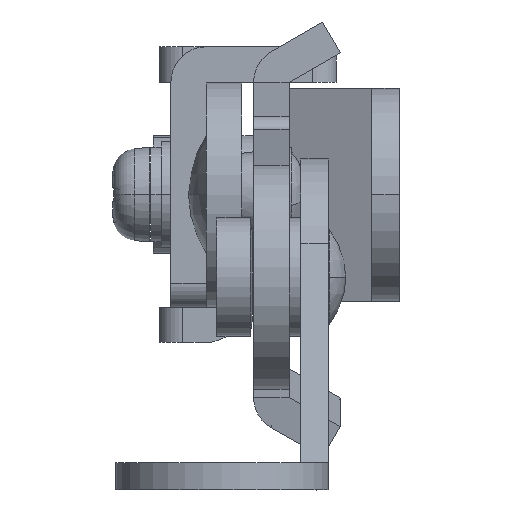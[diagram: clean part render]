
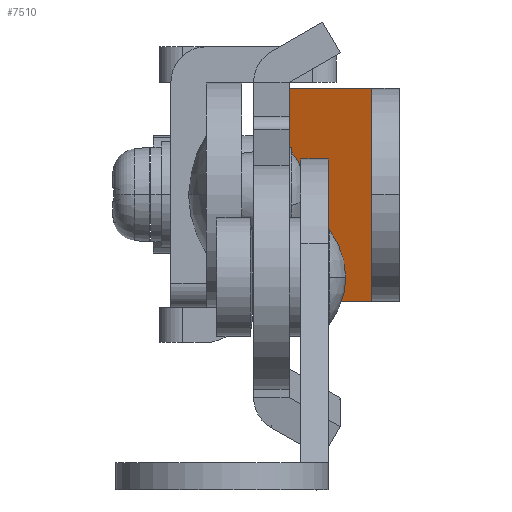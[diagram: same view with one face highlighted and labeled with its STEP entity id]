
A CAD part, left-side view. The second image highlights one B-rep face of the part: STEP entity #7510.
In plain terms, the highlighted planar face has unit normal (-0.928, 0.371, 0).
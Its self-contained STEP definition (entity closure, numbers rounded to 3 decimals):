
#98 = ORIENTED_EDGE ( 'NONE', *, *, #5481, .T. ) ;
#201 = EDGE_CURVE ( 'NONE', #1666, #3951, #7984, .T. ) ;
#289 = DIRECTION ( 'NONE',  ( -0.371, -0.928, 0. ) ) ;
#341 = LINE ( 'NONE', #8095, #448 ) ;
#397 = PLANE ( 'NONE',  #4121 ) ;
#448 = VECTOR ( 'NONE', #3037, 1000. ) ;
#541 = ORIENTED_EDGE ( 'NONE', *, *, #1082, .T. ) ;
#824 = DIRECTION ( 'NONE',  ( -0.371, -0.928, 0. ) ) ;
#1082 = EDGE_CURVE ( 'NONE', #5861, #3951, #341, .T. ) ;
#1108 = EDGE_CURVE ( 'NONE', #4165, #1666, #2840, .T. ) ;
#1120 = CARTESIAN_POINT ( 'NONE',  ( -10.578, -1.446, -9. ) ) ;
#1310 = CARTESIAN_POINT ( 'NONE',  ( -10.578, -1.446, -9. ) ) ;
#1546 = CARTESIAN_POINT ( 'NONE',  ( -10.578, -1.446, 9. ) ) ;
#1666 = VERTEX_POINT ( 'NONE', #1546 ) ;
#1954 = VECTOR ( 'NONE', #289, 1000. ) ;
#2262 = FACE_OUTER_BOUND ( 'NONE', #2432, .T. ) ;
#2432 = EDGE_LOOP ( 'NONE', ( #541, #5595, #7246, #98 ) ) ;
#2621 = CARTESIAN_POINT ( 'NONE',  ( -10.578, -1.446, 9. ) ) ;
#2681 = CARTESIAN_POINT ( 'NONE',  ( -14., -10., 9. ) ) ;
#2840 = LINE ( 'NONE', #6380, #7963 ) ;
#3037 = DIRECTION ( 'NONE',  ( 0., 0., 1. ) ) ;
#3625 = LINE ( 'NONE', #1120, #1954 ) ;
#3951 = VERTEX_POINT ( 'NONE', #2681 ) ;
#4121 = AXIS2_PLACEMENT_3D ( 'NONE', #7723, #6897, #6039 ) ;
#4145 = VECTOR ( 'NONE', #824, 1000. ) ;
#4165 = VERTEX_POINT ( 'NONE', #1310 ) ;
#5481 = EDGE_CURVE ( 'NONE', #4165, #5861, #3625, .T. ) ;
#5595 = ORIENTED_EDGE ( 'NONE', *, *, #201, .F. ) ;
#5861 = VERTEX_POINT ( 'NONE', #7986 ) ;
#6039 = DIRECTION ( 'NONE',  ( -0.371, -0.928, 0. ) ) ;
#6380 = CARTESIAN_POINT ( 'NONE',  ( -10.578, -1.446, -9. ) ) ;
#6897 = DIRECTION ( 'NONE',  ( -0.928, 0.371, 0. ) ) ;
#7246 = ORIENTED_EDGE ( 'NONE', *, *, #1108, .F. ) ;
#7367 = DIRECTION ( 'NONE',  ( 0., 0., 1. ) ) ;
#7510 = ADVANCED_FACE ( 'NONE', ( #2262 ), #397, .T. ) ;
#7723 = CARTESIAN_POINT ( 'NONE',  ( -10.578, -1.446, -9. ) ) ;
#7963 = VECTOR ( 'NONE', #7367, 1000. ) ;
#7984 = LINE ( 'NONE', #2621, #4145 ) ;
#7986 = CARTESIAN_POINT ( 'NONE',  ( -14., -10., -9. ) ) ;
#8095 = CARTESIAN_POINT ( 'NONE',  ( -14., -10., -9. ) ) ;
